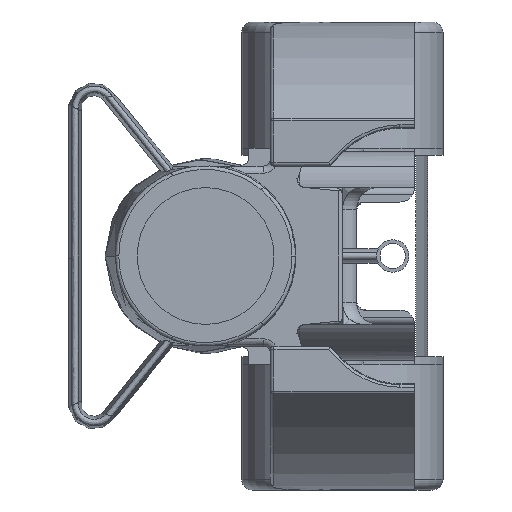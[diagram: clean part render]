
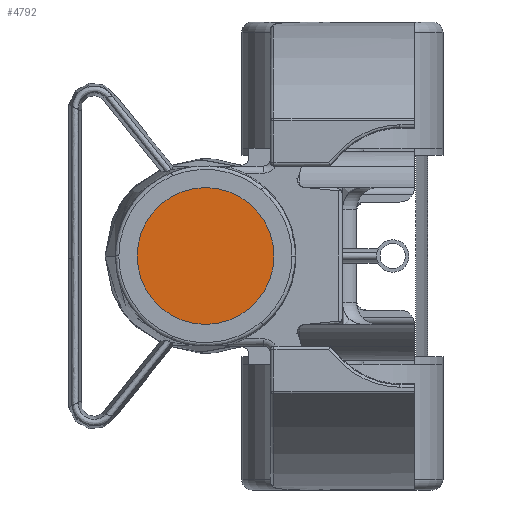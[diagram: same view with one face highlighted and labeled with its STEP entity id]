
A CAD part, left-side view. The second image highlights one B-rep face of the part: STEP entity #4792.
In plain terms, the highlighted planar face has unit normal (-1, 0, 0).
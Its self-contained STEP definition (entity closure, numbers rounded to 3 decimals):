
#463=PLANE('',#5101);
#1086=FACE_OUTER_BOUND('',#1378,.T.);
#1378=EDGE_LOOP('',(#3246));
#1668=CIRCLE('',#5100,9.5);
#1929=VERTEX_POINT('',#7218);
#2437=EDGE_CURVE('',#1929,#1929,#1668,.T.);
#3246=ORIENTED_EDGE('',*,*,#2437,.F.);
#4792=ADVANCED_FACE('',(#1086),#463,.F.);
#5100=AXIS2_PLACEMENT_3D('',#7220,#5581,#5582);
#5101=AXIS2_PLACEMENT_3D('',#7221,#5583,#5584);
#5581=DIRECTION('center_axis',(1.,0.,0.));
#5582=DIRECTION('ref_axis',(0.,0.,-1.));
#5583=DIRECTION('center_axis',(1.,0.,0.));
#5584=DIRECTION('ref_axis',(0.,0.,-1.));
#7218=CARTESIAN_POINT('',(56.,29.,9.5));
#7220=CARTESIAN_POINT('Origin',(56.,29.,0.));
#7221=CARTESIAN_POINT('Origin',(56.,29.,0.));
